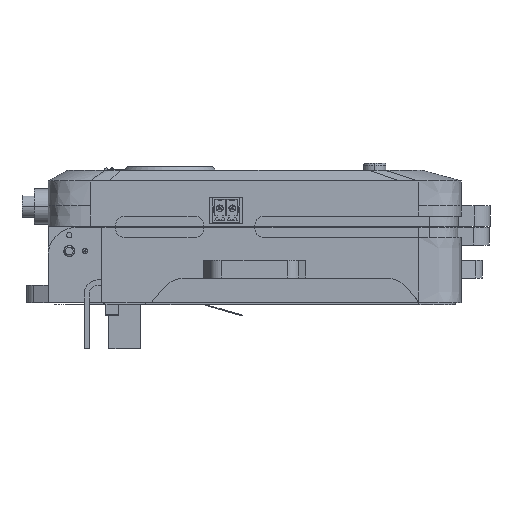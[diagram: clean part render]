
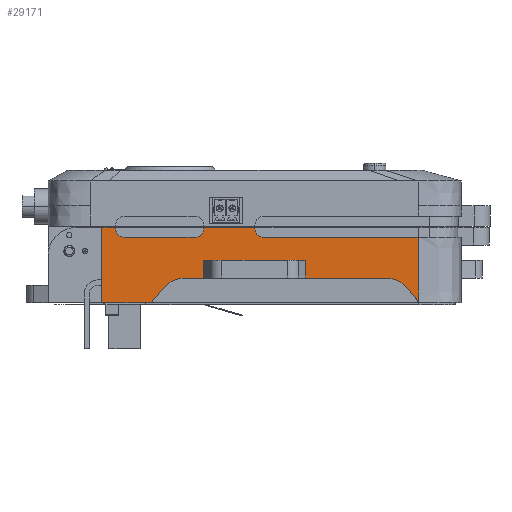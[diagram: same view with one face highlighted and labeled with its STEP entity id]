
A CAD part, left-side view. The second image highlights one B-rep face of the part: STEP entity #29171.
In plain terms, the highlighted planar face has unit normal (-1, 0, 0).
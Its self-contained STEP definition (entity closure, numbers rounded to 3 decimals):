
#22273=DIRECTION('',(0.,-1.,0.));
#22274=VECTOR('',#22273,14.);
#22275=CARTESIAN_POINT('',(-55.,43.3,0.5));
#22276=LINE('',#22275,#22274);
#22710=DIRECTION('',(0.,1.,0.));
#22711=VECTOR('',#22710,14.45);
#22712=CARTESIAN_POINT('',(-55.,-0.069,21.85));
#22713=LINE('',#22712,#22711);
#22714=DIRECTION('',(0.,1.,0.));
#22715=VECTOR('',#22714,3.919);
#22716=CARTESIAN_POINT('',(-55.,39.381,21.85));
#22717=LINE('',#22716,#22715);
#23905=DIRECTION('',(0.,0.,-1.));
#23906=VECTOR('',#23905,0.35);
#23907=CARTESIAN_POINT('',(-55.,-0.069,21.85));
#23908=LINE('',#23907,#23906);
#23909=CARTESIAN_POINT('',(-55.,-2.569,21.5));
#23910=DIRECTION('',(-1.,0.,0.));
#23911=DIRECTION('',(0.,1.,0.));
#23912=AXIS2_PLACEMENT_3D('',#23909,#23910,#23911);
#23914=DIRECTION('',(0.,0.643,0.766));
#23915=VECTOR('',#23914,5.39);
#23916=CARTESIAN_POINT('',(-55.,-46.5,
0.692));
#23917=LINE('',#23916,#23915);
#23918=CARTESIAN_POINT('',(-55.,-37.29,0.));
#23919=DIRECTION('',(-1.,0.,0.));
#23920=DIRECTION('',(0.,-0.766,0.643));
#23921=AXIS2_PLACEMENT_3D('',#23918,#23919,#23920);
#23923=DIRECTION('',(0.,1.,0.));
#23924=VECTOR('',#23923,22.79);
#23925=CARTESIAN_POINT('',(-55.,-37.29,7.5));
#23926=LINE('',#23925,#23924);
#23927=DIRECTION('',(0.,0.,1.));
#23928=VECTOR('',#23927,5.);
#23929=CARTESIAN_POINT('',(-55.,-14.5,7.5));
#23930=LINE('',#23929,#23928);
#23931=DIRECTION('',(0.,0.707,-0.707));
#23932=VECTOR('',#23931,2.828);
#23933=CARTESIAN_POINT('',(-55.,-10.,12.5));
#23934=LINE('',#23933,#23932);
#23935=DIRECTION('',(0.,1.,0.));
#23936=VECTOR('',#23935,16.);
#23937=CARTESIAN_POINT('',(-55.,-8.,7.5));
#23938=LINE('',#23937,#23936);
#23939=DIRECTION('',(0.,0.707,0.707));
#23940=VECTOR('',#23939,2.828);
#23941=CARTESIAN_POINT('',(-55.,8.,10.5));
#23942=LINE('',#23941,#23940);
#23943=DIRECTION('',(0.,1.,0.));
#23944=VECTOR('',#23943,5.429);
#23945=CARTESIAN_POINT('',(-55.,14.5,7.5));
#23946=LINE('',#23945,#23944);
#23947=CARTESIAN_POINT('',(-55.,19.929,0.));
#23948=DIRECTION('',(-1.,0.,0.));
#23949=DIRECTION('',(0.,0.,1.));
#23950=AXIS2_PLACEMENT_3D('',#23947,#23948,#23949);
#23952=DIRECTION('',(0.,0.643,-0.766));
#23953=VECTOR('',#23952,5.641);
#23954=CARTESIAN_POINT('',(-55.,25.674,
4.821));
#23955=LINE('',#23954,#23953);
#23956=DIRECTION('',(0.,0.,1.));
#23957=VECTOR('',#23956,21.35);
#23958=CARTESIAN_POINT('',(-55.,43.3,0.5));
#23959=LINE('',#23958,#23957);
#23960=DIRECTION('',(0.,0.,-1.));
#23961=VECTOR('',#23960,0.35);
#23962=CARTESIAN_POINT('',(-55.,39.381,21.85));
#23963=LINE('',#23962,#23961);
#23964=CARTESIAN_POINT('',(-55.,36.881,21.5));
#23965=DIRECTION('',(-1.,0.,0.));
#23966=DIRECTION('',(0.,1.,0.));
#23967=AXIS2_PLACEMENT_3D('',#23964,#23965,#23966);
#23969=CARTESIAN_POINT('',(-55.,16.881,21.5));
#23970=DIRECTION('',(-1.,0.,0.));
#23971=DIRECTION('',(0.,0.,-1.));
#23972=AXIS2_PLACEMENT_3D('',#23969,#23970,#23971);
#24005=CARTESIAN_POINT('',(-55.,-46.5,19.));
#24007=DIRECTION('',(0.,1.,0.));
#24008=VECTOR('',#24007,43.931);
#24009=CARTESIAN_POINT('',(-55.,-46.5,19.));
#24010=LINE('',#24009,#24008);
#24605=CARTESIAN_POINT('',(-55.,-46.5,
0.692));
#24607=DIRECTION('',(0.,0.,1.));
#24608=VECTOR('',#24607,18.308);
#24609=CARTESIAN_POINT('',(-55.,-46.5,
0.692));
#24610=LINE('',#24609,#24608);
#24681=DIRECTION('',(0.,0.,1.));
#24682=VECTOR('',#24681,5.);
#24683=CARTESIAN_POINT('',(-55.,14.5,7.5));
#24684=LINE('',#24683,#24682);
#24694=DIRECTION('',(0.,-1.,0.));
#24695=VECTOR('',#24694,4.5);
#24696=CARTESIAN_POINT('',(-55.,-10.,12.5));
#24697=LINE('',#24696,#24695);
#24716=DIRECTION('',(0.,-1.,0.));
#24717=VECTOR('',#24716,4.5);
#24718=CARTESIAN_POINT('',(-55.,14.5,12.5));
#24719=LINE('',#24718,#24717);
#24733=DIRECTION('',(0.,0.,1.));
#24734=VECTOR('',#24733,3.);
#24735=CARTESIAN_POINT('',(-55.,-8.,7.5));
#24736=LINE('',#24735,#24734);
#24754=DIRECTION('',(0.,0.,-1.));
#24755=VECTOR('',#24754,3.);
#24756=CARTESIAN_POINT('',(-55.,8.,10.5));
#24757=LINE('',#24756,#24755);
#24835=DIRECTION('',(0.,1.,0.));
#24836=VECTOR('',#24835,20.);
#24837=CARTESIAN_POINT('',(-55.,16.881,19.));
#24838=LINE('',#24837,#24836);
#24865=DIRECTION('',(0.,0.,-1.));
#24866=VECTOR('',#24865,0.35);
#24867=CARTESIAN_POINT('',(-55.,14.381,21.85));
#24868=LINE('',#24867,#24866);
#25702=CARTESIAN_POINT('',(-55.,43.3,0.5));
#25703=VERTEX_POINT('',#25702);
#25704=CARTESIAN_POINT('',(-55.,29.3,0.5));
#25705=VERTEX_POINT('',#25704);
#26006=CARTESIAN_POINT('',(-55.,-0.069,21.85));
#26007=VERTEX_POINT('',#26006);
#26008=CARTESIAN_POINT('',(-55.,14.381,21.85));
#26009=VERTEX_POINT('',#26008);
#26014=CARTESIAN_POINT('',(-55.,39.381,21.85));
#26015=VERTEX_POINT('',#26014);
#26016=CARTESIAN_POINT('',(-55.,43.3,21.85));
#26017=VERTEX_POINT('',#26016);
#26418=VERTEX_POINT('',#24005);
#26419=CARTESIAN_POINT('',(-55.,-2.569,19.));
#26420=VERTEX_POINT('',#26419);
#26431=VERTEX_POINT('',#24605);
#26434=CARTESIAN_POINT('',(-55.,-43.035,
4.821));
#26435=VERTEX_POINT('',#26434);
#26442=CARTESIAN_POINT('',(-55.,25.674,
4.821));
#26443=VERTEX_POINT('',#26442);
#26444=CARTESIAN_POINT('',(-55.,-0.069,21.5));
#26445=VERTEX_POINT('',#26444);
#26446=CARTESIAN_POINT('',(-55.,-37.29,7.5));
#26447=VERTEX_POINT('',#26446);
#26448=CARTESIAN_POINT('',(-55.,-14.5,7.5));
#26449=VERTEX_POINT('',#26448);
#26450=CARTESIAN_POINT('',(-55.,-14.5,12.5));
#26451=VERTEX_POINT('',#26450);
#26452=CARTESIAN_POINT('',(-55.,-10.,12.5));
#26453=VERTEX_POINT('',#26452);
#26454=CARTESIAN_POINT('',(-55.,-8.,10.5));
#26455=VERTEX_POINT('',#26454);
#26456=CARTESIAN_POINT('',(-55.,-8.,7.5));
#26457=VERTEX_POINT('',#26456);
#26458=CARTESIAN_POINT('',(-55.,8.,7.5));
#26459=VERTEX_POINT('',#26458);
#26460=CARTESIAN_POINT('',(-55.,8.,10.5));
#26461=VERTEX_POINT('',#26460);
#26462=CARTESIAN_POINT('',(-55.,10.,12.5));
#26463=VERTEX_POINT('',#26462);
#26464=CARTESIAN_POINT('',(-55.,14.5,12.5));
#26465=VERTEX_POINT('',#26464);
#26466=CARTESIAN_POINT('',(-55.,14.5,7.5));
#26467=VERTEX_POINT('',#26466);
#26468=CARTESIAN_POINT('',(-55.,19.929,7.5));
#26469=VERTEX_POINT('',#26468);
#26470=CARTESIAN_POINT('',(-55.,39.381,21.5));
#26471=VERTEX_POINT('',#26470);
#26472=CARTESIAN_POINT('',(-55.,36.881,19.));
#26473=VERTEX_POINT('',#26472);
#26474=CARTESIAN_POINT('',(-55.,16.881,19.));
#26475=VERTEX_POINT('',#26474);
#26476=CARTESIAN_POINT('',(-55.,14.381,21.5));
#26477=VERTEX_POINT('',#26476);
#29112=CARTESIAN_POINT('',(-55.,-58.5,-0.5));
#29113=DIRECTION('',(1.,0.,0.));
#29114=DIRECTION('',(0.,1.,0.));
#29115=AXIS2_PLACEMENT_3D('',#29112,#29113,#29114);
#29116=PLANE('',#29115);
#29118=ORIENTED_EDGE('',*,*,#29117,.T.);
#29120=ORIENTED_EDGE('',*,*,#29119,.T.);
#29122=ORIENTED_EDGE('',*,*,#29121,.F.);
#29124=ORIENTED_EDGE('',*,*,#29123,.F.);
#29126=ORIENTED_EDGE('',*,*,#29125,.T.);
#29128=ORIENTED_EDGE('',*,*,#29127,.T.);
#29130=ORIENTED_EDGE('',*,*,#29129,.T.);
#29132=ORIENTED_EDGE('',*,*,#29131,.T.);
#29134=ORIENTED_EDGE('',*,*,#29133,.F.);
#29136=ORIENTED_EDGE('',*,*,#29135,.T.);
#29138=ORIENTED_EDGE('',*,*,#29137,.F.);
#29140=ORIENTED_EDGE('',*,*,#29139,.T.);
#29142=ORIENTED_EDGE('',*,*,#29141,.F.);
#29144=ORIENTED_EDGE('',*,*,#29143,.T.);
#29146=ORIENTED_EDGE('',*,*,#29145,.F.);
#29148=ORIENTED_EDGE('',*,*,#29147,.F.);
#29150=ORIENTED_EDGE('',*,*,#29149,.T.);
#29152=ORIENTED_EDGE('',*,*,#29151,.T.);
#29154=ORIENTED_EDGE('',*,*,#29153,.T.);
#29155=ORIENTED_EDGE('',*,*,#27156,.F.);
#29156=ORIENTED_EDGE('',*,*,#28971,.T.);
#29157=ORIENTED_EDGE('',*,*,#27504,.F.);
#29159=ORIENTED_EDGE('',*,*,#29158,.T.);
#29161=ORIENTED_EDGE('',*,*,#29160,.T.);
#29163=ORIENTED_EDGE('',*,*,#29162,.F.);
#29165=ORIENTED_EDGE('',*,*,#29164,.T.);
#29167=ORIENTED_EDGE('',*,*,#29166,.F.);
#29168=ORIENTED_EDGE('',*,*,#27496,.F.);
#29169=EDGE_LOOP('',(#29118,#29120,#29122,#29124,#29126,#29128,#29130,#29132,
#29134,#29136,#29138,#29140,#29142,#29144,#29146,#29148,#29150,#29152,#29154,
#29155,#29156,#29157,#29159,#29161,#29163,#29165,#29167,#29168));
#29170=FACE_OUTER_BOUND('',#29169,.F.);
#29171=ADVANCED_FACE('',(#29170),#29116,.F.);
#23913=CIRCLE('',#23912,2.5);
#23922=CIRCLE('',#23921,7.5);
#23951=CIRCLE('',#23950,7.5);
#23968=CIRCLE('',#23967,2.5);
#23973=CIRCLE('',#23972,2.5);
#27156=EDGE_CURVE('',#25703,#25705,#22276,.T.);
#27496=EDGE_CURVE('',#26007,#26009,#22713,.T.);
#27504=EDGE_CURVE('',#26015,#26017,#22717,.T.);
#28971=EDGE_CURVE('',#25703,#26017,#23959,.T.);
#29117=EDGE_CURVE('',#26007,#26445,#23908,.T.);
#29119=EDGE_CURVE('',#26445,#26420,#23913,.T.);
#29121=EDGE_CURVE('',#26418,#26420,#24010,.T.);
#29123=EDGE_CURVE('',#26431,#26418,#24610,.T.);
#29125=EDGE_CURVE('',#26431,#26435,#23917,.T.);
#29127=EDGE_CURVE('',#26435,#26447,#23922,.T.);
#29129=EDGE_CURVE('',#26447,#26449,#23926,.T.);
#29131=EDGE_CURVE('',#26449,#26451,#23930,.T.);
#29133=EDGE_CURVE('',#26453,#26451,#24697,.T.);
#29135=EDGE_CURVE('',#26453,#26455,#23934,.T.);
#29137=EDGE_CURVE('',#26457,#26455,#24736,.T.);
#29139=EDGE_CURVE('',#26457,#26459,#23938,.T.);
#29141=EDGE_CURVE('',#26461,#26459,#24757,.T.);
#29143=EDGE_CURVE('',#26461,#26463,#23942,.T.);
#29145=EDGE_CURVE('',#26465,#26463,#24719,.T.);
#29147=EDGE_CURVE('',#26467,#26465,#24684,.T.);
#29149=EDGE_CURVE('',#26467,#26469,#23946,.T.);
#29151=EDGE_CURVE('',#26469,#26443,#23951,.T.);
#29153=EDGE_CURVE('',#26443,#25705,#23955,.T.);
#29158=EDGE_CURVE('',#26015,#26471,#23963,.T.);
#29160=EDGE_CURVE('',#26471,#26473,#23968,.T.);
#29162=EDGE_CURVE('',#26475,#26473,#24838,.T.);
#29164=EDGE_CURVE('',#26475,#26477,#23973,.T.);
#29166=EDGE_CURVE('',#26009,#26477,#24868,.T.);
